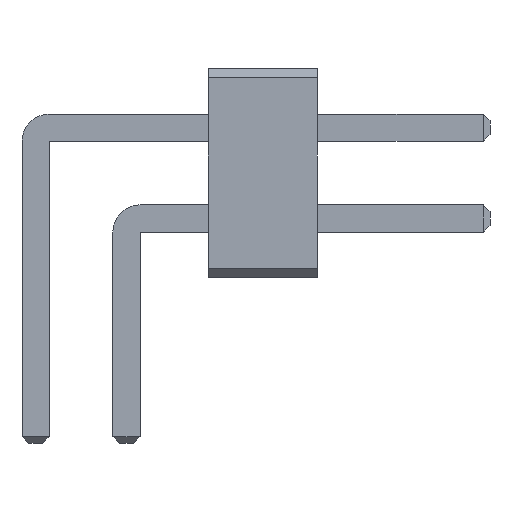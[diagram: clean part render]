
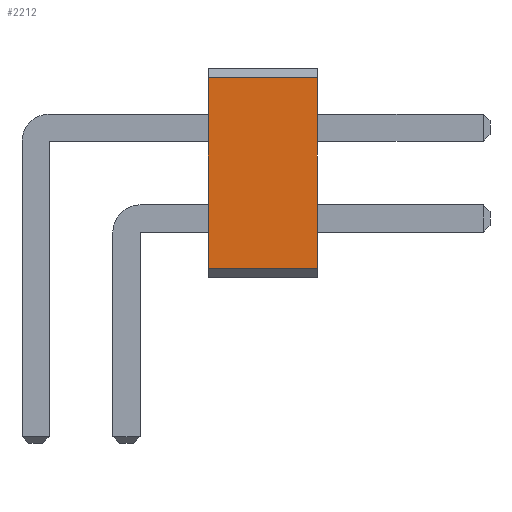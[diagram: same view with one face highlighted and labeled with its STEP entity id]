
A CAD part, front view. The second image highlights one B-rep face of the part: STEP entity #2212.
In plain terms, the highlighted planar face has unit normal (0, -1, 0).
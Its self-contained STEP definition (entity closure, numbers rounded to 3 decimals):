
#13=DIRECTION('',(0.,0.,1.));
#27=VECTOR('',#28,1.);
#28=DIRECTION('',(1.,0.,0.));
#57=DIRECTION('',(0.,-1.,0.));
#2199=VERTEX_POINT('',#2200);
#2200=CARTESIAN_POINT('',(3.1,-37.5,0.1));
#2203=EDGE_CURVE('',#2204,#2199,#2206,.T.);
#2204=VERTEX_POINT('',#2205);
#2205=CARTESIAN_POINT('',(1.9,-37.5,0.1));
#2206=LINE('',#2205,#27);
#2212=ADVANCED_FACE('',(#2213),#2230,.T.);
#2213=FACE_BOUND('',#2214,.T.);
#2214=EDGE_LOOP('',(#2215,#2216,#2222,#2227));
#2215=ORIENTED_EDGE('',*,*,#2203,.T.);
#2216=ORIENTED_EDGE('',*,*,#2217,.T.);
#2217=EDGE_CURVE('',#2199,#2218,#2220,.T.);
#2218=VERTEX_POINT('',#2219);
#2219=CARTESIAN_POINT('',(3.1,-37.5,2.2));
#2220=LINE('',#2200,#2221);
#2221=VECTOR('',#13,1.);
#2222=ORIENTED_EDGE('',*,*,#2223,.F.);
#2223=EDGE_CURVE('',#2224,#2218,#2226,.T.);
#2224=VERTEX_POINT('',#2225);
#2225=CARTESIAN_POINT('',(1.9,-37.5,2.2));
#2226=LINE('',#2225,#27);
#2227=ORIENTED_EDGE('',*,*,#2228,.F.);
#2228=EDGE_CURVE('',#2204,#2224,#2229,.T.);
#2229=LINE('',#2205,#2221);
#2230=PLANE('',#2231);
#2231=AXIS2_PLACEMENT_3D('',#2205,#57,#13);
